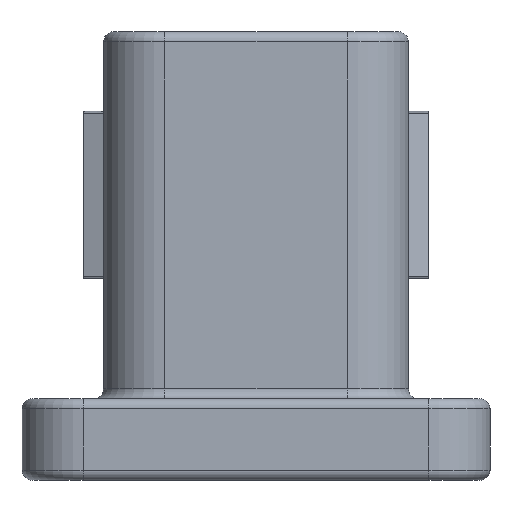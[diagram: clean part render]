
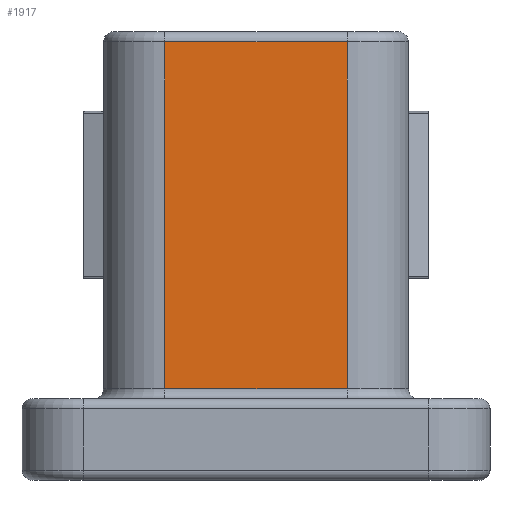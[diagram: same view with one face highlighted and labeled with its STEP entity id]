
A CAD part, left-side view. The second image highlights one B-rep face of the part: STEP entity #1917.
In plain terms, the highlighted planar face has unit normal (-1, 0, 0).
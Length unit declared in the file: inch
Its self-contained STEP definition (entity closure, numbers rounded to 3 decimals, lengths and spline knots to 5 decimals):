
#1900 = EDGE_LOOP ( 'NONE', ( #1910, #2104, #2107, #2109 ) ) ;
#1905 = VERTEX_POINT ( 'NONE', #8929 ) ;
#1906 = VERTEX_POINT ( 'NONE', #8928 ) ;
#1910 = ORIENTED_EDGE ( 'NONE', *, *, #2131, .T. ) ;
#1917 = ADVANCED_FACE ( 'NONE', ( #8897 ), #8913, .T. ) ;
#1918 = VERTEX_POINT ( 'NONE', #8882 ) ;
#1919 = EDGE_CURVE ( 'NONE', #1906, #1922, #8878, .T. ) ;
#1922 = VERTEX_POINT ( 'NONE', #8881 ) ;
#2104 = ORIENTED_EDGE ( 'NONE', *, *, #1919, .T. ) ;
#2105 = EDGE_CURVE ( 'NONE', #1922, #1918, #9274, .T. ) ;
#2107 = ORIENTED_EDGE ( 'NONE', *, *, #2105, .T. ) ;
#2108 = EDGE_CURVE ( 'NONE', #1918, #1905, #9272, .T. ) ;
#2109 = ORIENTED_EDGE ( 'NONE', *, *, #2108, .T. ) ;
#2131 = EDGE_CURVE ( 'NONE', #1905, #1906, #9258, .T. ) ;
#8875 = DIRECTION ( 'NONE',  ( 0., -1., 0. ) ) ;
#8876 = VECTOR ( 'NONE', #8875, 39.37008 ) ;
#8877 = CARTESIAN_POINT ( 'NONE',  ( -0.27978, -0.00978, -0.175 ) ) ;
#8878 = LINE ( 'NONE', #8877, #8876 ) ;
#8881 = CARTESIAN_POINT ( 'NONE',  ( -0.27978, -0.00978, -0.175 ) ) ;
#8882 = CARTESIAN_POINT ( 'NONE',  ( -0.27978, -0.00978, -0.005 ) ) ;
#8897 = FACE_OUTER_BOUND ( 'NONE', #1900, .T. ) ;
#8910 = AXIS2_PLACEMENT_3D ( 'NONE', #8973, #8972, #8915 ) ;
#8913 = PLANE ( 'NONE',  #8910 ) ;
#8915 = DIRECTION ( 'NONE',  ( 0., 0., 1. ) ) ;
#8928 = CARTESIAN_POINT ( 'NONE',  ( -0.27978, 0.07978, -0.175 ) ) ;
#8929 = CARTESIAN_POINT ( 'NONE',  ( -0.27978, 0.07978, -0.005 ) ) ;
#8972 = DIRECTION ( 'NONE',  ( -1., 0., 0. ) ) ;
#8973 = CARTESIAN_POINT ( 'NONE',  ( -0.27978, -0.03978, -0.18 ) ) ;
#9258 = LINE ( 'NONE', #9363, #9341 ) ;
#9272 = LINE ( 'NONE', #9301, #9300 ) ;
#9273 = CARTESIAN_POINT ( 'NONE',  ( -0.27978, -0.00978, -0.18 ) ) ;
#9274 = LINE ( 'NONE', #9273, #9306 ) ;
#9299 = DIRECTION ( 'NONE',  ( 0., 1., 0. ) ) ;
#9300 = VECTOR ( 'NONE', #9299, 39.37008 ) ;
#9301 = CARTESIAN_POINT ( 'NONE',  ( -0.27978, 0.07978, -0.005 ) ) ;
#9305 = DIRECTION ( 'NONE',  ( 0., 0., 1. ) ) ;
#9306 = VECTOR ( 'NONE', #9305, 39.37008 ) ;
#9341 = VECTOR ( 'NONE', #9362, 39.37008 ) ;
#9362 = DIRECTION ( 'NONE',  ( 0., 0., -1. ) ) ;
#9363 = CARTESIAN_POINT ( 'NONE',  ( -0.27978, 0.07978, -0.18 ) ) ;
